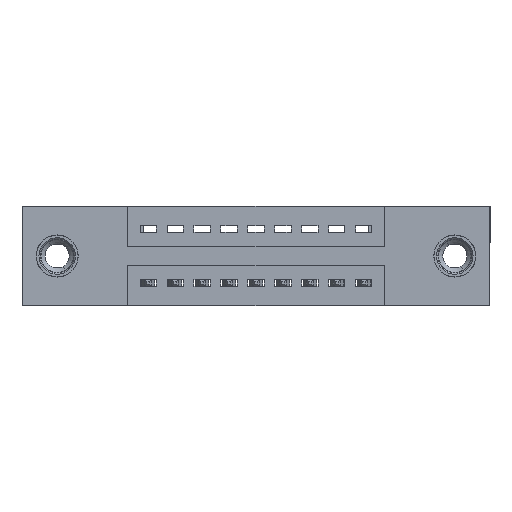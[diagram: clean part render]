
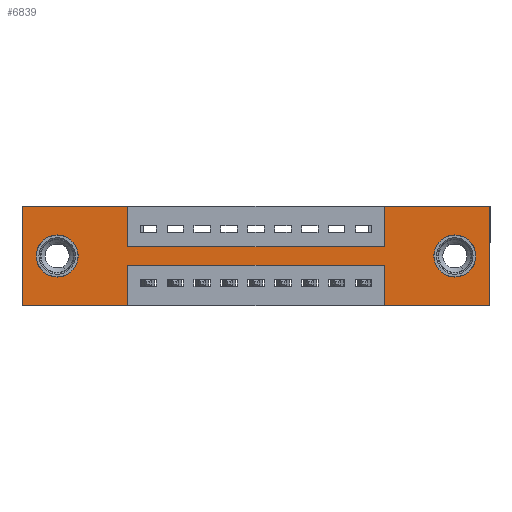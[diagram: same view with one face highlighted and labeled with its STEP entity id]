
A CAD part, front view. The second image highlights one B-rep face of the part: STEP entity #6839.
In plain terms, the highlighted planar face has unit normal (0, -1, 0).
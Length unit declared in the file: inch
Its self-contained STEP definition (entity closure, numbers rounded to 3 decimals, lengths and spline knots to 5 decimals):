
#4 = LINE ( 'NONE', #6322, #4422 ) ;
#125 = EDGE_CURVE ( 'NONE', #3258, #11066, #3552, .T. ) ;
#172 = ORIENTED_EDGE ( 'NONE', *, *, #125, .T. ) ;
#443 = DIRECTION ( 'NONE',  ( 0., 0., -1. ) ) ;
#507 = CARTESIAN_POINT ( 'NONE',  ( 1.3425, 0., -0.22 ) ) ;
#629 = PLANE ( 'NONE',  #5656 ) ;
#685 = LINE ( 'NONE', #8622, #11092 ) ;
#790 = CARTESIAN_POINT ( 'NONE',  ( 1.605, 0., -0.185 ) ) ;
#834 = DIRECTION ( 'NONE',  ( 0., 0., 1. ) ) ;
#881 = CARTESIAN_POINT ( 'NONE',  ( 1.3425, 0., 0. ) ) ;
#883 = LINE ( 'NONE', #3773, #10609 ) ;
#985 = CARTESIAN_POINT ( 'NONE',  ( 0., 0., 0. ) ) ;
#1067 = EDGE_CURVE ( 'NONE', #13280, #4523, #10151, .T. ) ;
#1127 = VECTOR ( 'NONE', #2623, 39.37008 ) ;
#1315 = CARTESIAN_POINT ( 'NONE',  ( 1.3425, 0., 0. ) ) ;
#1366 = ORIENTED_EDGE ( 'NONE', *, *, #3787, .F. ) ;
#1549 = CARTESIAN_POINT ( 'NONE',  ( 0., 0., 0. ) ) ;
#1772 = DIRECTION ( 'NONE',  ( 0., 1., 0. ) ) ;
#1829 = LINE ( 'NONE', #12837, #8487 ) ;
#2003 = VECTOR ( 'NONE', #12857, 39.37008 ) ;
#2027 = EDGE_CURVE ( 'NONE', #13218, #4399, #11453, .T. ) ;
#2124 = VECTOR ( 'NONE', #12075, 39.37008 ) ;
#2275 = LINE ( 'NONE', #2708, #1127 ) ;
#2323 = LINE ( 'NONE', #1549, #2003 ) ;
#2484 = VERTEX_POINT ( 'NONE', #507 ) ;
#2623 = DIRECTION ( 'NONE',  ( -1., 0., 0. ) ) ;
#2630 = EDGE_LOOP ( 'NONE', ( #6173, #3567, #1366, #4898, #5909, #7241, #6820, #5494, #8805, #8810, #9512, #4244 ) ) ;
#2637 = EDGE_CURVE ( 'NONE', #7295, #11420, #11099, .T. ) ;
#2653 = EDGE_CURVE ( 'NONE', #12360, #5166, #8019, .T. ) ;
#2708 = CARTESIAN_POINT ( 'NONE',  ( 0., 0., -0.37 ) ) ;
#2943 = CARTESIAN_POINT ( 'NONE',  ( 0., 0., 0. ) ) ;
#2980 = DIRECTION ( 'NONE',  ( 0., 0., -1. ) ) ;
#2985 = VECTOR ( 'NONE', #11182, 39.37008 ) ;
#3043 = DIRECTION ( 'NONE',  ( 0., 0., 1. ) ) ;
#3258 = VERTEX_POINT ( 'NONE', #5443 ) ;
#3276 = EDGE_CURVE ( 'NONE', #5166, #12360, #3945, .T. ) ;
#3352 = VECTOR ( 'NONE', #4143, 39.37008 ) ;
#3356 = VECTOR ( 'NONE', #2980, 39.37008 ) ;
#3552 = CIRCLE ( 'NONE', #10472, 0.078 ) ;
#3567 = ORIENTED_EDGE ( 'NONE', *, *, #11850, .F. ) ;
#3773 = CARTESIAN_POINT ( 'NONE',  ( 0.3925, 0., -0.22 ) ) ;
#3787 = EDGE_CURVE ( 'NONE', #11420, #2484, #4, .T. ) ;
#3863 = FACE_BOUND ( 'NONE', #12805, .T. ) ;
#3944 = CARTESIAN_POINT ( 'NONE',  ( 1.735, 0., 0. ) ) ;
#3945 = CIRCLE ( 'NONE', #8784, 0.078 ) ;
#4143 = DIRECTION ( 'NONE',  ( 1., 0., 0. ) ) ;
#4244 = ORIENTED_EDGE ( 'NONE', *, *, #4376, .F. ) ;
#4346 = VERTEX_POINT ( 'NONE', #4540 ) ;
#4376 = EDGE_CURVE ( 'NONE', #10270, #13218, #2275, .T. ) ;
#4399 = VERTEX_POINT ( 'NONE', #7853 ) ;
#4422 = VECTOR ( 'NONE', #9744, 39.37008 ) ;
#4523 = VERTEX_POINT ( 'NONE', #881 ) ;
#4540 = CARTESIAN_POINT ( 'NONE',  ( 0.3925, 0., -0.15 ) ) ;
#4664 = CARTESIAN_POINT ( 'NONE',  ( 0.13, 0., -0.263 ) ) ;
#4742 = CARTESIAN_POINT ( 'NONE',  ( 0., 0., -0.37 ) ) ;
#4841 = ORIENTED_EDGE ( 'NONE', *, *, #2653, .T. ) ;
#4898 = ORIENTED_EDGE ( 'NONE', *, *, #2637, .F. ) ;
#4900 = DIRECTION ( 'NONE',  ( -1., 0., 0. ) ) ;
#5022 = EDGE_CURVE ( 'NONE', #4346, #13280, #8298, .T. ) ;
#5166 = VERTEX_POINT ( 'NONE', #11306 ) ;
#5299 = CIRCLE ( 'NONE', #12033, 0.078 ) ;
#5443 = CARTESIAN_POINT ( 'NONE',  ( 1.605, 0., -0.263 ) ) ;
#5494 = ORIENTED_EDGE ( 'NONE', *, *, #5022, .F. ) ;
#5526 = CARTESIAN_POINT ( 'NONE',  ( 0.13, 0., -0.185 ) ) ;
#5581 = DIRECTION ( 'NONE',  ( 0., 0., -1. ) ) ;
#5656 = AXIS2_PLACEMENT_3D ( 'NONE', #4742, #7867, #12025 ) ;
#5909 = ORIENTED_EDGE ( 'NONE', *, *, #10544, .F. ) ;
#5987 = FACE_OUTER_BOUND ( 'NONE', #2630, .T. ) ;
#5996 = DIRECTION ( 'NONE',  ( 0., 0., -1. ) ) ;
#6121 = LINE ( 'NONE', #985, #3352 ) ;
#6173 = ORIENTED_EDGE ( 'NONE', *, *, #9523, .F. ) ;
#6322 = CARTESIAN_POINT ( 'NONE',  ( 1.3425, 0., -0.37 ) ) ;
#6729 = CARTESIAN_POINT ( 'NONE',  ( 1.3425, 0., -0.37 ) ) ;
#6820 = ORIENTED_EDGE ( 'NONE', *, *, #1067, .F. ) ;
#6839 = ADVANCED_FACE ( 'NONE', ( #10329, #3863, #5987 ), #629, .T. ) ;
#7054 = DIRECTION ( 'NONE',  ( 0., 1., 0. ) ) ;
#7162 = EDGE_LOOP ( 'NONE', ( #9782, #172 ) ) ;
#7241 = ORIENTED_EDGE ( 'NONE', *, *, #8987, .F. ) ;
#7295 = VERTEX_POINT ( 'NONE', #8794 ) ;
#7750 = VECTOR ( 'NONE', #10838, 39.37008 ) ;
#7853 = CARTESIAN_POINT ( 'NONE',  ( 0., 0., 0. ) ) ;
#7867 = DIRECTION ( 'NONE',  ( 0., -1., 0. ) ) ;
#7917 = CARTESIAN_POINT ( 'NONE',  ( 1.3425, 0., -0.15 ) ) ;
#7958 = EDGE_CURVE ( 'NONE', #4399, #12387, #6121, .T. ) ;
#8019 = CIRCLE ( 'NONE', #9538, 0.078 ) ;
#8045 = CARTESIAN_POINT ( 'NONE',  ( 0.3925, 0., -0.15 ) ) ;
#8298 = LINE ( 'NONE', #8045, #2124 ) ;
#8487 = VECTOR ( 'NONE', #443, 39.37008 ) ;
#8622 = CARTESIAN_POINT ( 'NONE',  ( 0.3925, 0., 0. ) ) ;
#8706 = LINE ( 'NONE', #3944, #3356 ) ;
#8708 = CARTESIAN_POINT ( 'NONE',  ( 0.3925, 0., -0.37 ) ) ;
#8784 = AXIS2_PLACEMENT_3D ( 'NONE', #5526, #12737, #10677 ) ;
#8794 = CARTESIAN_POINT ( 'NONE',  ( 1.735, 0., -0.37 ) ) ;
#8805 = ORIENTED_EDGE ( 'NONE', *, *, #9444, .F. ) ;
#8810 = ORIENTED_EDGE ( 'NONE', *, *, #7958, .F. ) ;
#8961 = DIRECTION ( 'NONE',  ( 0., 0., -1. ) ) ;
#8982 = VERTEX_POINT ( 'NONE', #9757 ) ;
#8987 = EDGE_CURVE ( 'NONE', #4523, #10230, #2323, .T. ) ;
#9444 = EDGE_CURVE ( 'NONE', #12387, #4346, #685, .T. ) ;
#9512 = ORIENTED_EDGE ( 'NONE', *, *, #2027, .F. ) ;
#9523 = EDGE_CURVE ( 'NONE', #8982, #10270, #1829, .T. ) ;
#9538 = AXIS2_PLACEMENT_3D ( 'NONE', #9847, #7054, #834 ) ;
#9744 = DIRECTION ( 'NONE',  ( 0., 0., 1. ) ) ;
#9757 = CARTESIAN_POINT ( 'NONE',  ( 0.3925, 0., -0.22 ) ) ;
#9782 = ORIENTED_EDGE ( 'NONE', *, *, #10429, .T. ) ;
#9847 = CARTESIAN_POINT ( 'NONE',  ( 0.13, 0., -0.185 ) ) ;
#9891 = CARTESIAN_POINT ( 'NONE',  ( 0.3925, 0., 0. ) ) ;
#10038 = DIRECTION ( 'NONE',  ( 0., 1., 0. ) ) ;
#10077 = CARTESIAN_POINT ( 'NONE',  ( 0., 0., -0.37 ) ) ;
#10123 = VECTOR ( 'NONE', #3043, 39.37008 ) ;
#10151 = LINE ( 'NONE', #1315, #7750 ) ;
#10230 = VERTEX_POINT ( 'NONE', #11968 ) ;
#10270 = VERTEX_POINT ( 'NONE', #8708 ) ;
#10329 = FACE_BOUND ( 'NONE', #7162, .T. ) ;
#10429 = EDGE_CURVE ( 'NONE', #11066, #3258, #5299, .T. ) ;
#10472 = AXIS2_PLACEMENT_3D ( 'NONE', #12156, #1772, #8961 ) ;
#10544 = EDGE_CURVE ( 'NONE', #10230, #7295, #8706, .T. ) ;
#10609 = VECTOR ( 'NONE', #4900, 39.37008 ) ;
#10677 = DIRECTION ( 'NONE',  ( 0., 0., 1. ) ) ;
#10838 = DIRECTION ( 'NONE',  ( 0., 0., 1. ) ) ;
#11066 = VERTEX_POINT ( 'NONE', #12995 ) ;
#11077 = ORIENTED_EDGE ( 'NONE', *, *, #3276, .T. ) ;
#11092 = VECTOR ( 'NONE', #5581, 39.37008 ) ;
#11099 = LINE ( 'NONE', #10077, #2985 ) ;
#11182 = DIRECTION ( 'NONE',  ( -1., 0., 0. ) ) ;
#11306 = CARTESIAN_POINT ( 'NONE',  ( 0.13, 0., -0.107 ) ) ;
#11420 = VERTEX_POINT ( 'NONE', #6729 ) ;
#11453 = LINE ( 'NONE', #2943, #10123 ) ;
#11850 = EDGE_CURVE ( 'NONE', #2484, #8982, #883, .T. ) ;
#11968 = CARTESIAN_POINT ( 'NONE',  ( 1.735, 0., 0. ) ) ;
#12025 = DIRECTION ( 'NONE',  ( 0., 0., -1. ) ) ;
#12033 = AXIS2_PLACEMENT_3D ( 'NONE', #790, #10038, #5996 ) ;
#12037 = CARTESIAN_POINT ( 'NONE',  ( 0., 0., -0.37 ) ) ;
#12075 = DIRECTION ( 'NONE',  ( 1., 0., 0. ) ) ;
#12156 = CARTESIAN_POINT ( 'NONE',  ( 1.605, 0., -0.185 ) ) ;
#12360 = VERTEX_POINT ( 'NONE', #4664 ) ;
#12387 = VERTEX_POINT ( 'NONE', #9891 ) ;
#12737 = DIRECTION ( 'NONE',  ( 0., 1., 0. ) ) ;
#12805 = EDGE_LOOP ( 'NONE', ( #11077, #4841 ) ) ;
#12837 = CARTESIAN_POINT ( 'NONE',  ( 0.3925, 0., -0.37 ) ) ;
#12857 = DIRECTION ( 'NONE',  ( 1., 0., 0. ) ) ;
#12995 = CARTESIAN_POINT ( 'NONE',  ( 1.605, 0., -0.107 ) ) ;
#13218 = VERTEX_POINT ( 'NONE', #12037 ) ;
#13280 = VERTEX_POINT ( 'NONE', #7917 ) ;
